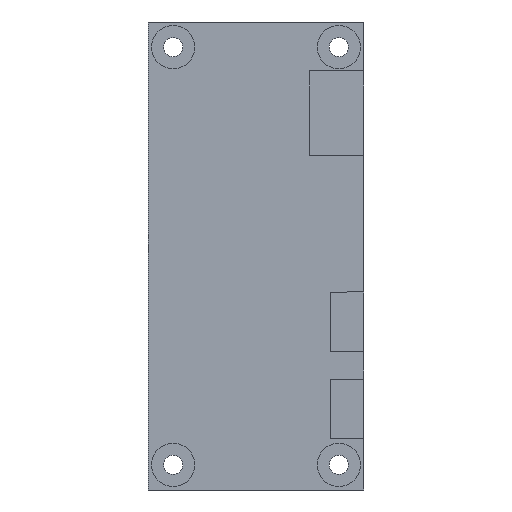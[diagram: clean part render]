
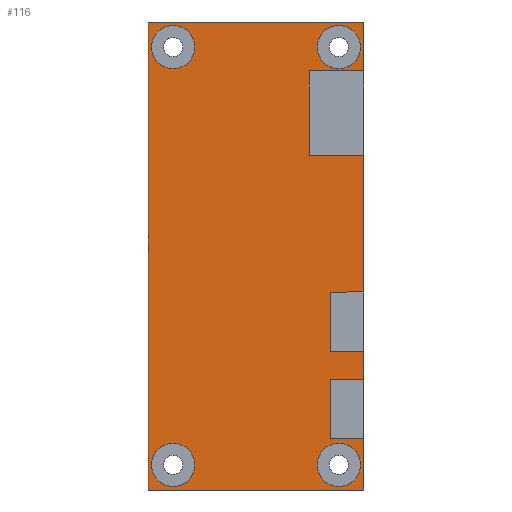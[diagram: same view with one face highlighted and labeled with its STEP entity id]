
A CAD part, front view. The second image highlights one B-rep face of the part: STEP entity #116.
In plain terms, the highlighted planar face has unit normal (0, -1, 0).
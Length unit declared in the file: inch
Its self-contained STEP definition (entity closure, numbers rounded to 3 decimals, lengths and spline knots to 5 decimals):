
#58=FACE_BOUND('',#192,.T.);
#59=FACE_BOUND('',#193,.T.);
#60=FACE_BOUND('',#194,.T.);
#61=FACE_BOUND('',#195,.T.);
#62=FACE_BOUND('',#196,.T.);
#77=CIRCLE('',#552,0.11811);
#80=CIRCLE('',#557,0.11811);
#83=CIRCLE('',#562,0.11811);
#86=CIRCLE('',#567,0.11811);
#116=ADVANCED_FACE('',(#58,#59,#60,#61,#62),#142,.T.);
#142=PLANE('',#583);
#192=EDGE_LOOP('',(#302,#303,#304,#305,#306,#307,#308,#309,#310,#311,#312,
#313,#314,#315,#316,#317));
#193=EDGE_LOOP('',(#318));
#194=EDGE_LOOP('',(#319));
#195=EDGE_LOOP('',(#320));
#196=EDGE_LOOP('',(#321));
#302=ORIENTED_EDGE('',*,*,#428,.T.);
#303=ORIENTED_EDGE('',*,*,#397,.F.);
#304=ORIENTED_EDGE('',*,*,#434,.T.);
#305=ORIENTED_EDGE('',*,*,#430,.T.);
#306=ORIENTED_EDGE('',*,*,#436,.T.);
#307=ORIENTED_EDGE('',*,*,#393,.F.);
#308=ORIENTED_EDGE('',*,*,#442,.T.);
#309=ORIENTED_EDGE('',*,*,#438,.T.);
#310=ORIENTED_EDGE('',*,*,#444,.T.);
#311=ORIENTED_EDGE('',*,*,#389,.F.);
#312=ORIENTED_EDGE('',*,*,#409,.F.);
#313=ORIENTED_EDGE('',*,*,#405,.F.);
#314=ORIENTED_EDGE('',*,*,#407,.F.);
#315=ORIENTED_EDGE('',*,*,#401,.F.);
#316=ORIENTED_EDGE('',*,*,#426,.T.);
#317=ORIENTED_EDGE('',*,*,#422,.T.);
#318=ORIENTED_EDGE('',*,*,#411,.T.);
#319=ORIENTED_EDGE('',*,*,#414,.T.);
#320=ORIENTED_EDGE('',*,*,#417,.T.);
#321=ORIENTED_EDGE('',*,*,#420,.T.);
#338=VERTEX_POINT('',#737);
#341=VERTEX_POINT('',#742);
#342=VERTEX_POINT('',#744);
#345=VERTEX_POINT('',#750);
#346=VERTEX_POINT('',#752);
#349=VERTEX_POINT('',#758);
#350=VERTEX_POINT('',#760);
#353=VERTEX_POINT('',#766);
#354=VERTEX_POINT('',#770);
#357=VERTEX_POINT('',#775);
#359=VERTEX_POINT('',#787);
#362=VERTEX_POINT('',#795);
#365=VERTEX_POINT('',#803);
#368=VERTEX_POINT('',#811);
#370=VERTEX_POINT('',#817);
#371=VERTEX_POINT('',#818);
#374=VERTEX_POINT('',#833);
#375=VERTEX_POINT('',#834);
#378=VERTEX_POINT('',#849);
#379=VERTEX_POINT('',#850);
#389=EDGE_CURVE('',#341,#342,#453,.T.);
#393=EDGE_CURVE('',#345,#346,#457,.T.);
#397=EDGE_CURVE('',#349,#350,#461,.T.);
#401=EDGE_CURVE('',#353,#338,#465,.T.);
#405=EDGE_CURVE('',#357,#354,#469,.T.);
#407=EDGE_CURVE('',#338,#357,#471,.T.);
#409=EDGE_CURVE('',#354,#341,#473,.T.);
#411=EDGE_CURVE('',#359,#359,#77,.T.);
#414=EDGE_CURVE('',#362,#362,#80,.T.);
#417=EDGE_CURVE('',#365,#365,#83,.T.);
#420=EDGE_CURVE('',#368,#368,#86,.T.);
#422=EDGE_CURVE('',#370,#371,#474,.T.);
#426=EDGE_CURVE('',#353,#370,#478,.T.);
#428=EDGE_CURVE('',#371,#350,#480,.T.);
#430=EDGE_CURVE('',#374,#375,#482,.T.);
#434=EDGE_CURVE('',#349,#374,#486,.T.);
#436=EDGE_CURVE('',#375,#346,#488,.T.);
#438=EDGE_CURVE('',#378,#379,#490,.T.);
#442=EDGE_CURVE('',#345,#378,#494,.T.);
#444=EDGE_CURVE('',#379,#342,#496,.T.);
#453=LINE('',#743,#501);
#457=LINE('',#751,#505);
#461=LINE('',#759,#509);
#465=LINE('',#767,#513);
#469=LINE('',#776,#517);
#471=LINE('',#779,#519);
#473=LINE('',#782,#521);
#474=LINE('',#816,#522);
#478=LINE('',#825,#526);
#480=LINE('',#828,#528);
#482=LINE('',#832,#530);
#486=LINE('',#841,#534);
#488=LINE('',#844,#536);
#490=LINE('',#848,#538);
#494=LINE('',#857,#542);
#496=LINE('',#860,#544);
#501=VECTOR('',#598,1.);
#505=VECTOR('',#602,1.);
#509=VECTOR('',#606,1.);
#513=VECTOR('',#610,1.);
#517=VECTOR('',#616,1.);
#519=VECTOR('',#620,1.);
#521=VECTOR('',#624,1.);
#522=VECTOR('',#667,1.);
#526=VECTOR('',#673,1.);
#528=VECTOR('',#677,1.);
#530=VECTOR('',#683,1.);
#534=VECTOR('',#689,1.);
#536=VECTOR('',#693,1.);
#538=VECTOR('',#699,1.);
#542=VECTOR('',#705,1.);
#544=VECTOR('',#709,1.);
#552=AXIS2_PLACEMENT_3D('',#786,#629,#630);
#557=AXIS2_PLACEMENT_3D('',#794,#639,#640);
#562=AXIS2_PLACEMENT_3D('',#802,#649,#650);
#567=AXIS2_PLACEMENT_3D('',#810,#659,#660);
#583=AXIS2_PLACEMENT_3D('',#864,#715,#716);
#598=DIRECTION('',(0.,0.,-1.));
#602=DIRECTION('',(0.,0.,-1.));
#606=DIRECTION('',(0.,0.,-1.));
#610=DIRECTION('',(0.,0.,-1.));
#616=DIRECTION('',(0.,0.,1.));
#620=DIRECTION('',(-1.,0.,0.));
#624=DIRECTION('',(1.,0.,0.));
#629=DIRECTION('',(0.,1.,0.));
#630=DIRECTION('',(-1.,0.,0.));
#639=DIRECTION('',(0.,1.,0.));
#640=DIRECTION('',(-1.,0.,0.));
#649=DIRECTION('',(0.,1.,0.));
#650=DIRECTION('',(-1.,0.,0.));
#659=DIRECTION('',(0.,1.,0.));
#660=DIRECTION('',(-1.,0.,0.));
#667=DIRECTION('',(0.,0.,1.));
#673=DIRECTION('',(-1.,0.,0.));
#677=DIRECTION('',(1.,0.,0.));
#683=DIRECTION('',(0.,0.,1.));
#689=DIRECTION('',(-1.,0.,0.));
#693=DIRECTION('',(1.,0.,0.));
#699=DIRECTION('',(0.,0.,1.));
#705=DIRECTION('',(-1.,0.,0.));
#709=DIRECTION('',(1.,0.,0.));
#715=DIRECTION('',(0.,-1.,0.));
#716=DIRECTION('',(0.,0.,1.));
#737=CARTESIAN_POINT('',(0.59055,0.,-1.27953));
#742=CARTESIAN_POINT('',(0.59055,0.,1.27953));
#743=CARTESIAN_POINT('',(0.59055,0.,1.27953));
#744=CARTESIAN_POINT('',(0.59055,0.,1.01181));
#750=CARTESIAN_POINT('',(0.59055,0.,0.55118));
#751=CARTESIAN_POINT('',(0.59055,0.,1.27953));
#752=CARTESIAN_POINT('',(0.59055,0.,-0.19685));
#758=CARTESIAN_POINT('',(0.59055,0.,-0.52362));
#759=CARTESIAN_POINT('',(0.59055,0.,1.27953));
#760=CARTESIAN_POINT('',(0.59055,0.,-0.67323));
#766=CARTESIAN_POINT('',(0.59055,0.,-1.));
#767=CARTESIAN_POINT('',(0.59055,0.,1.27953));
#770=CARTESIAN_POINT('',(-0.59055,0.,1.27953));
#775=CARTESIAN_POINT('',(-0.59055,0.,-1.27953));
#776=CARTESIAN_POINT('',(-0.59055,0.,-1.27953));
#779=CARTESIAN_POINT('',(0.59055,0.,-1.27953));
#782=CARTESIAN_POINT('',(-0.59055,0.,1.27953));
#786=CARTESIAN_POINT('',(-0.45276,0.,-1.14173));
#787=CARTESIAN_POINT('',(-0.33465,0.,-1.14173));
#794=CARTESIAN_POINT('',(0.45276,0.,1.14173));
#795=CARTESIAN_POINT('',(0.57087,0.,1.14173));
#802=CARTESIAN_POINT('',(-0.45276,0.,1.14173));
#803=CARTESIAN_POINT('',(-0.33465,0.,1.14173));
#810=CARTESIAN_POINT('',(0.45276,0.,-1.14173));
#811=CARTESIAN_POINT('',(0.57087,0.,-1.14173));
#816=CARTESIAN_POINT('',(0.40551,0.,-0.5));
#817=CARTESIAN_POINT('',(0.40551,0.,-1.));
#818=CARTESIAN_POINT('',(0.40551,0.,-0.67323));
#825=CARTESIAN_POINT('',(0.29528,0.,-1.));
#828=CARTESIAN_POINT('',(0.20276,0.,-0.67323));
#832=CARTESIAN_POINT('',(0.40551,0.,-0.26181));
#833=CARTESIAN_POINT('',(0.40551,0.,-0.52362));
#834=CARTESIAN_POINT('',(0.40551,0.,-0.19685));
#841=CARTESIAN_POINT('',(0.29528,0.,-0.52362));
#844=CARTESIAN_POINT('',(0.20276,0.,-0.19685));
#848=CARTESIAN_POINT('',(0.29134,0.,0.27559));
#849=CARTESIAN_POINT('',(0.29134,0.,0.55118));
#850=CARTESIAN_POINT('',(0.29134,0.,1.01181));
#857=CARTESIAN_POINT('',(0.29528,0.,0.55118));
#860=CARTESIAN_POINT('',(0.14567,0.,1.01181));
#864=CARTESIAN_POINT('',(0.,0.,0.));
